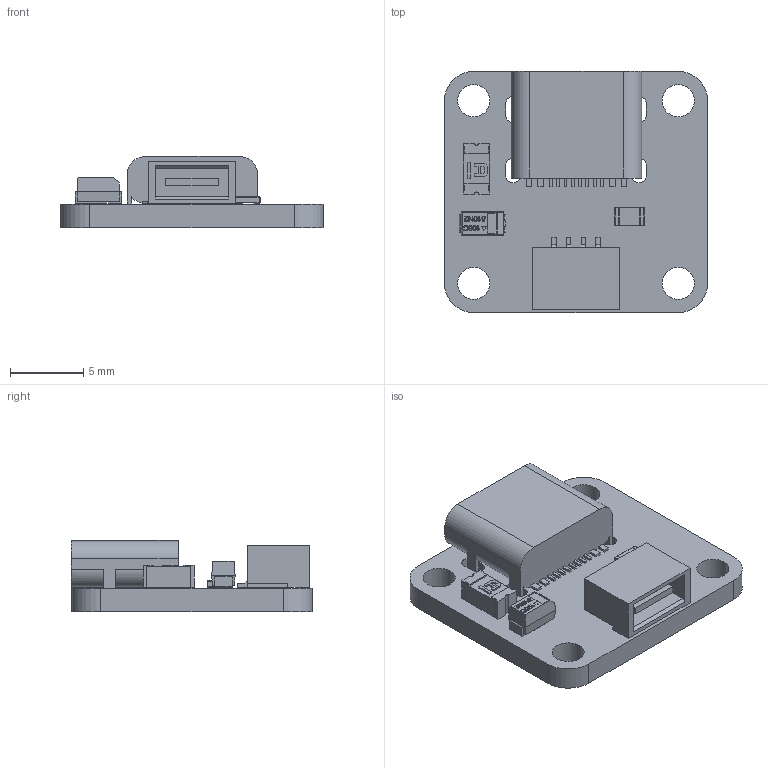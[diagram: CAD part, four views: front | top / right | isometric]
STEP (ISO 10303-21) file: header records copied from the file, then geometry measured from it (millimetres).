
FILE_DESCRIPTION(/* description */ (''),/* implementation_level */ '2;1');
FILE_NAME(/* name */ 'DB-WB-Form-Rev1- 26052021.step',/* time_stamp */ '2022-03-24T10:28:42+07:00',/* author */ (''),/* organization */ (''),/* preprocessor_version */ 'ST-DEVELOPER v18.1',/* originating_system */ 'Autodesk Translation Framework v10.13.0.1454',/* authorisation */ '');
FILE_SCHEMA (('AUTOMOTIVE_DESIGN { 1 0 10303 214 3 1 1 }'));
Length unit declared in the file: millimetre
Products named in the file (12): (Unsaved); JST-SR-4; SOLID; HRO-TYPE-C-31-M-12; SOLID (2); NSMF200-2; COMPOUND; CP_EIA-3216-18_Kemet-A_v3; COMPOUND (2); R_0805_2012Metric; SOLID (1); COMPOUND (1)
Assembly tree (11 placements, depth 3):
  (Unsaved)
    JST-SR-4
      SOLID
    HRO-TYPE-C-31-M-12
      SOLID (2)
    NSMF200-2
      COMPOUND
    CP_EIA-3216-18_Kemet-A_v3
      COMPOUND (2)
    R_0805_2012Metric
      SOLID (1)
    COMPOUND (1)
Bounding box: 18 x 16.5 x 4.86 mm (x, y, z)
Volume: 599.9 mm3; surface area: 1427.2 mm2
Topology: 20 solids, 20 shells, 526 faces, 1406 edges, 928 vertices
Faces by surface type: plane 333, bspline 128, cylinder 55, cone 10
Full cylindrical faces by diameter (mm): 0.5 x2, 0.65 x2, 2.2 x4
Entity records: 17913 total; most frequent: CARTESIAN_POINT 5051, ORIENTED_EDGE 2812, DIRECTION 2128, EDGE_CURVE 1406, LINE 1018, VECTOR 1018, VERTEX_POINT 928, EDGE_LOOP 562
